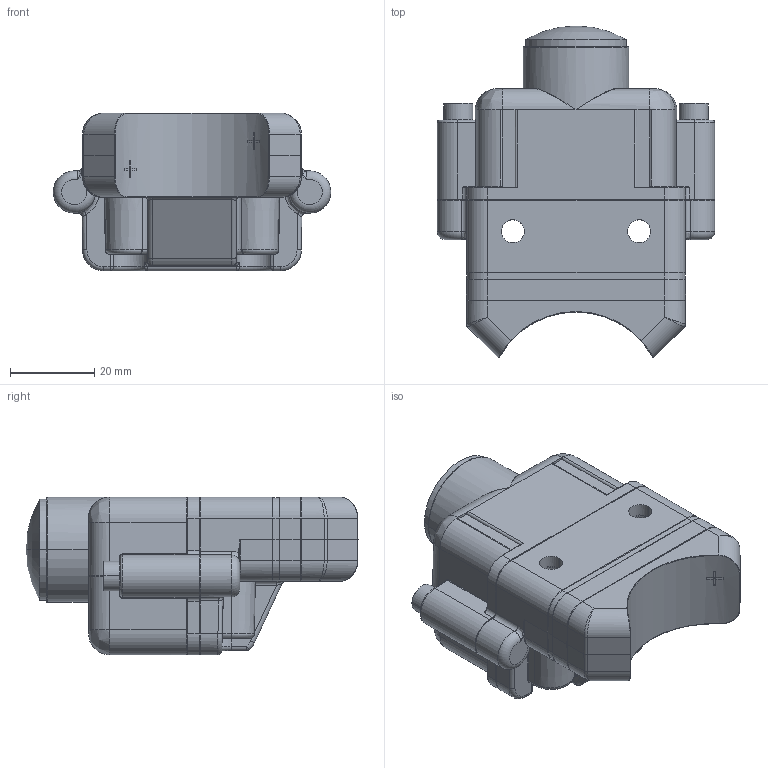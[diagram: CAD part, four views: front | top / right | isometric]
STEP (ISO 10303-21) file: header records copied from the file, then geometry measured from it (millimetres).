
FILE_DESCRIPTION((''),'2;1');
FILE_NAME('DM_CAD-2345_SW0001_3_ASM','2016-07-29T',('creinig-se'),(''),'PRO/ENGINEER BY PARAMETRIC TECHNOLOGY CORPORATION, 2015440','PRO/ENGINEER BY PARAMETRIC TECHNOLOGY CORPORATION, 2015440','');
FILE_SCHEMA(('CONFIG_CONTROL_DESIGN'));
Length unit declared in the file: millimetre
Products named in the file (4): DM_CAD-2345_SW0001_TEST_3; DM_CAD-2345_TU_42_0681_I24; DM_CAD-2345_04D5W1; DM_CAD-2345_SW0001_3_ASM
Assembly tree (4 placements, depth 2):
  DM_CAD-2345_SW0001_3_ASM
    DM_CAD-2345_SW0001_TEST_3
    DM_CAD-2345_TU_42_0681_I24
    DM_CAD-2345_04D5W1  x2
Bounding box: 66 x 78.96 x 37.5 mm (x, y, z)
Volume: 95864.3 mm3; surface area: 19118.5 mm2
Topology: 4 solids, 4 shells, 538 faces, 1257 edges, 727 vertices
Faces by surface type: cylinder 210, torus 111, plane 109, bspline 64, cone 30, sphere 14
Entity records: 23628 total; most frequent: CARTESIAN_POINT 8347, DIRECTION 2455, ORIENTED_EDGE 2418, EDGE_CURVE 1209, AXIS2_PLACEMENT_3D 1014, VERTEX_POINT 703, PRESENTATION_STYLE_ASSIGNMENT 550, STYLED_ITEM 550
